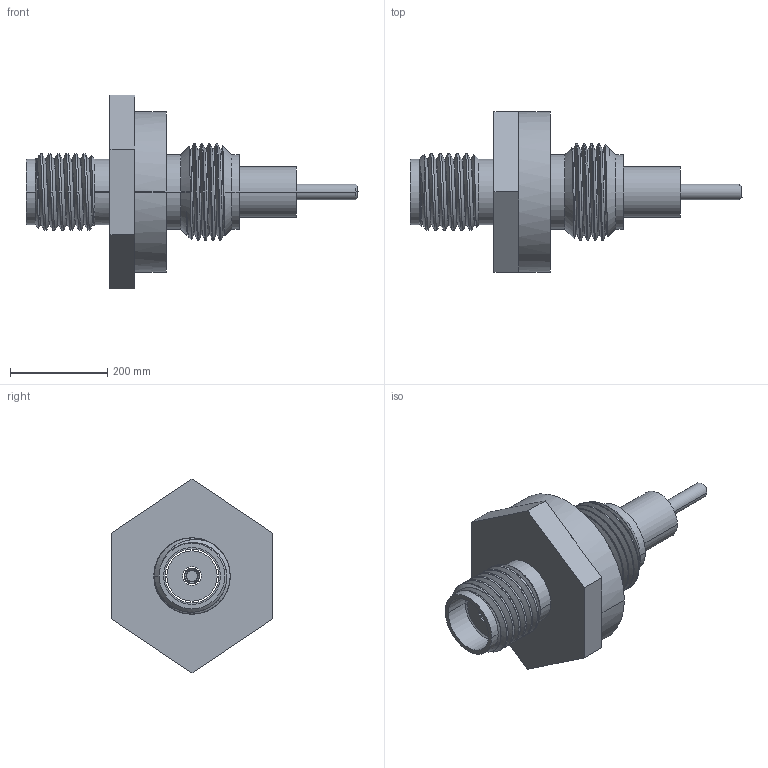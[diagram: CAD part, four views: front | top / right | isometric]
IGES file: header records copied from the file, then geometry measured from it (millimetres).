
Start section:  PTC IGES file: 901-10252.igs
Global section: file name: 901-10252.igs; native system: Pro/ENGINEER by Parametric Technology Corporation; preprocessor: 2008010; author: Administrator; organization: Unknown; date: 20091216.153759; units: inch
Bounding box: 684.02 x 331.22 x 399.48 mm (x, y, z)
Surface area: 806702.6 mm2 (no closed solid volume)
Topology: 0 solids, 0 shells, 90 faces, 437 edges, 437 vertices
Faces by surface type: revolution 57, bspline 33
